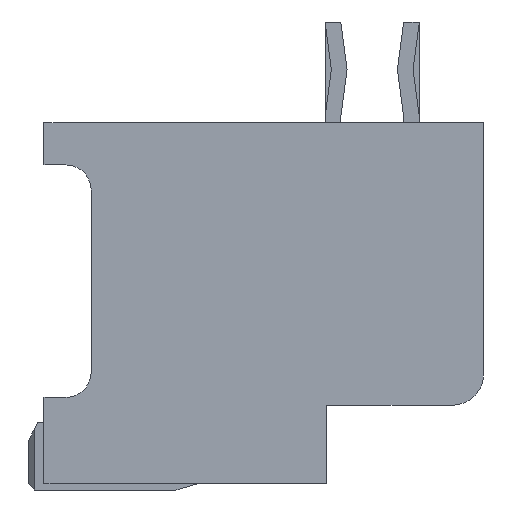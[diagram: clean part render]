
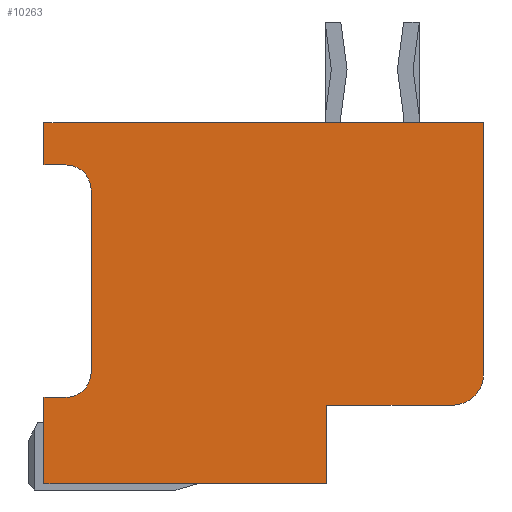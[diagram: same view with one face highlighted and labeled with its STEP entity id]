
A CAD part, left-side view. The second image highlights one B-rep face of the part: STEP entity #10263.
In plain terms, the highlighted planar face has unit normal (-1, 0, 0).
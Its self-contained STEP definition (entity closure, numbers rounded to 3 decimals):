
#67=FACE_OUTER_BOUND('',#624,.T.);
#624=EDGE_LOOP('',(#6702,#6703,#6704,#6705,#6706,#6707,#6708,#6709,#6710,
#6711,#6712,#6713,#6714));
#1211=CIRCLE('',#10841,0.8);
#1212=CIRCLE('',#10842,0.8);
#1213=CIRCLE('',#10843,1.);
#1245=LINE('',#14098,#2724);
#1246=LINE('',#14100,#2725);
#1247=LINE('',#14102,#2726);
#1248=LINE('',#14106,#2727);
#1249=LINE('',#14110,#2728);
#1250=LINE('',#14112,#2729);
#1251=LINE('',#14114,#2730);
#1252=LINE('',#14116,#2731);
#1253=LINE('',#14118,#2732);
#1254=LINE('',#14121,#2733);
#2724=VECTOR('',#11435,14.);
#2725=VECTOR('',#11436,1.35);
#2726=VECTOR('',#11437,0.7);
#2727=VECTOR('',#11440,5.8);
#2728=VECTOR('',#11443,0.7);
#2729=VECTOR('',#11444,2.75);
#2730=VECTOR('',#11445,9.);
#2731=VECTOR('',#11446,2.5);
#2732=VECTOR('',#11447,4.);
#2733=VECTOR('',#11450,8.);
#4203=VERTEX_POINT('',#14096);
#4204=VERTEX_POINT('',#14097);
#4205=VERTEX_POINT('',#14099);
#4206=VERTEX_POINT('',#14101);
#4207=VERTEX_POINT('',#14103);
#4208=VERTEX_POINT('',#14105);
#4209=VERTEX_POINT('',#14107);
#4210=VERTEX_POINT('',#14109);
#4211=VERTEX_POINT('',#14111);
#4212=VERTEX_POINT('',#14113);
#4213=VERTEX_POINT('',#14115);
#4214=VERTEX_POINT('',#14117);
#4215=VERTEX_POINT('',#14119);
#5189=EDGE_CURVE('',#4203,#4204,#1245,.T.);
#5190=EDGE_CURVE('',#4205,#4203,#1246,.T.);
#5191=EDGE_CURVE('',#4206,#4205,#1247,.T.);
#5192=EDGE_CURVE('',#4207,#4206,#1211,.T.);
#5193=EDGE_CURVE('',#4208,#4207,#1248,.T.);
#5194=EDGE_CURVE('',#4209,#4208,#1212,.T.);
#5195=EDGE_CURVE('',#4210,#4209,#1249,.T.);
#5196=EDGE_CURVE('',#4211,#4210,#1250,.T.);
#5197=EDGE_CURVE('',#4212,#4211,#1251,.T.);
#5198=EDGE_CURVE('',#4213,#4212,#1252,.T.);
#5199=EDGE_CURVE('',#4214,#4213,#1253,.T.);
#5200=EDGE_CURVE('',#4215,#4214,#1213,.T.);
#5201=EDGE_CURVE('',#4204,#4215,#1254,.T.);
#6702=ORIENTED_EDGE('',*,*,#5189,.F.);
#6703=ORIENTED_EDGE('',*,*,#5190,.F.);
#6704=ORIENTED_EDGE('',*,*,#5191,.F.);
#6705=ORIENTED_EDGE('',*,*,#5192,.F.);
#6706=ORIENTED_EDGE('',*,*,#5193,.F.);
#6707=ORIENTED_EDGE('',*,*,#5194,.F.);
#6708=ORIENTED_EDGE('',*,*,#5195,.F.);
#6709=ORIENTED_EDGE('',*,*,#5196,.F.);
#6710=ORIENTED_EDGE('',*,*,#5197,.F.);
#6711=ORIENTED_EDGE('',*,*,#5198,.F.);
#6712=ORIENTED_EDGE('',*,*,#5199,.F.);
#6713=ORIENTED_EDGE('',*,*,#5200,.F.);
#6714=ORIENTED_EDGE('',*,*,#5201,.F.);
#9728=PLANE('',#10840);
#10263=ADVANCED_FACE('',(#67),#9728,.F.);
#10840=AXIS2_PLACEMENT_3D('',#14095,#11433,#11434);
#10841=AXIS2_PLACEMENT_3D('',#14104,#11438,#11439);
#10842=AXIS2_PLACEMENT_3D('',#14108,#11441,#11442);
#10843=AXIS2_PLACEMENT_3D('',#14120,#11448,#11449);
#11433=DIRECTION('center_axis',(1.,0.,0.));
#11434=DIRECTION('ref_axis',(0.,0.,-1.));
#11435=DIRECTION('',(0.,-1.,0.));
#11436=DIRECTION('',(0.,0.,1.));
#11437=DIRECTION('',(0.,1.,0.));
#11438=DIRECTION('center_axis',(-1.,0.,0.));
#11439=DIRECTION('ref_axis',(0.,-1.,0.));
#11440=DIRECTION('',(0.,0.,1.));
#11441=DIRECTION('center_axis',(-1.,0.,0.));
#11442=DIRECTION('ref_axis',(0.,0.,-1.));
#11443=DIRECTION('',(0.,-1.,0.));
#11444=DIRECTION('',(0.,0.,1.));
#11445=DIRECTION('',(0.,1.,0.));
#11446=DIRECTION('',(0.,0.,-1.));
#11447=DIRECTION('',(0.,1.,0.));
#11448=DIRECTION('center_axis',(1.,0.,0.));
#11449=DIRECTION('ref_axis',(0.,-1.,0.));
#11450=DIRECTION('',(0.,0.,-1.));
#14095=CARTESIAN_POINT('Origin',(-11.7,0.,0.));
#14096=CARTESIAN_POINT('',(-11.7,7.,5.05));
#14097=CARTESIAN_POINT('',(-11.7,-7.,5.05));
#14098=CARTESIAN_POINT('',(-11.7,7.,5.05));
#14099=CARTESIAN_POINT('',(-11.7,7.,3.7));
#14100=CARTESIAN_POINT('',(-11.7,7.,3.7));
#14101=CARTESIAN_POINT('',(-11.7,6.3,3.7));
#14102=CARTESIAN_POINT('',(-11.7,6.3,3.7));
#14103=CARTESIAN_POINT('',(-11.7,5.5,2.9));
#14104=CARTESIAN_POINT('Origin',(-11.7,6.3,2.9));
#14105=CARTESIAN_POINT('',(-11.7,5.5,-2.9));
#14106=CARTESIAN_POINT('',(-11.7,5.5,-2.9));
#14107=CARTESIAN_POINT('',(-11.7,6.3,-3.7));
#14108=CARTESIAN_POINT('Origin',(-11.7,6.3,-2.9));
#14109=CARTESIAN_POINT('',(-11.7,7.,-3.7));
#14110=CARTESIAN_POINT('',(-11.7,7.,-3.7));
#14111=CARTESIAN_POINT('',(-11.7,7.,-6.45));
#14112=CARTESIAN_POINT('',(-11.7,7.,-6.45));
#14113=CARTESIAN_POINT('',(-11.7,-2.,-6.45));
#14114=CARTESIAN_POINT('',(-11.7,-2.,-6.45));
#14115=CARTESIAN_POINT('',(-11.7,-2.,-3.95));
#14116=CARTESIAN_POINT('',(-11.7,-2.,-3.95));
#14117=CARTESIAN_POINT('',(-11.7,-6.,-3.95));
#14118=CARTESIAN_POINT('',(-11.7,-6.,-3.95));
#14119=CARTESIAN_POINT('',(-11.7,-7.,-2.95));
#14120=CARTESIAN_POINT('Origin',(-11.7,-6.,-2.95));
#14121=CARTESIAN_POINT('',(-11.7,-7.,5.05));
